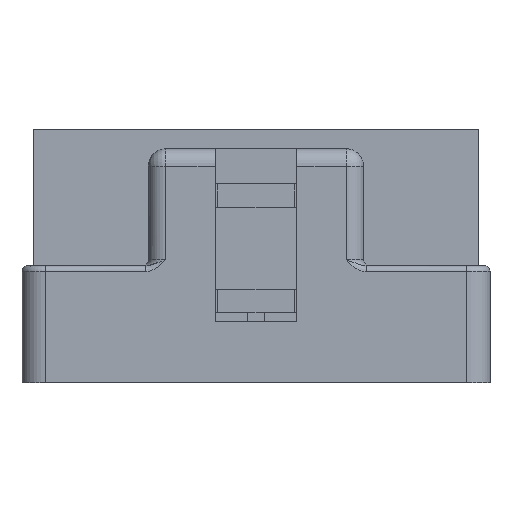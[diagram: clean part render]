
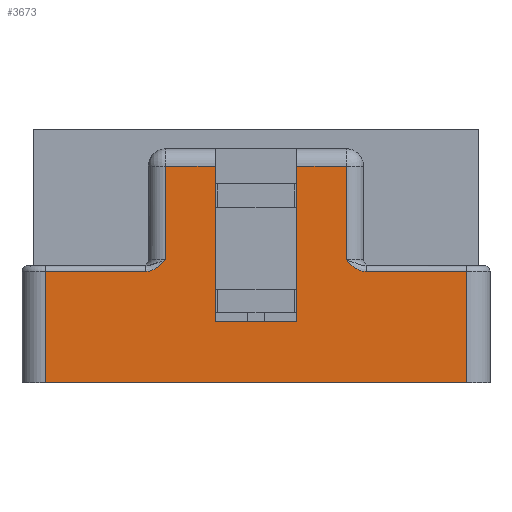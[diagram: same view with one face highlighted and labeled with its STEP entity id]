
A CAD part, front view. The second image highlights one B-rep face of the part: STEP entity #3673.
In plain terms, the highlighted planar face has unit normal (0, -1, 0).
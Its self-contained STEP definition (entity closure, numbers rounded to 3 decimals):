
#2650=CARTESIAN_POINT('',(-0.709,0.001,0.0));
#2651=VERTEX_POINT('',#2650);
#2652=CARTESIAN_POINT('',(0.709,0.001,0.0));
#2653=VERTEX_POINT('',#2652);
#2654=CARTESIAN_POINT('',(-0.709,0.001,0.));
#2655=DIRECTION('',(1.0,0.0,0.0));
#2656=VECTOR('',#2655,1.417);
#2657=LINE('',#2654,#2656);
#2658=EDGE_CURVE('',#2651,#2653,#2657,.T.);
#2867=CARTESIAN_POINT('',(0.303,0.001,0.413));
#2868=VERTEX_POINT('',#2867);
#3047=CARTESIAN_POINT('',(0.709,0.001,0.374));
#3048=VERTEX_POINT('',#3047);
#3116=CARTESIAN_POINT('',(0.371,0.001,0.374));
#3117=VERTEX_POINT('',#3116);
#3134=CARTESIAN_POINT('',(0.709,0.001,0.374));
#3135=DIRECTION('',(-1.0,0.0,0.0));
#3136=VECTOR('',#3135,0.337);
#3137=LINE('',#3134,#3136);
#3138=EDGE_CURVE('',#3048,#3117,#3137,.T.);
#3283=CARTESIAN_POINT('',(0.709,0.001,0.374));
#3284=DIRECTION('',(0.0,0.0,-1.0));
#3285=VECTOR('',#3284,0.374);
#3286=LINE('',#3283,#3285);
#3287=EDGE_CURVE('',#3048,#2653,#3286,.T.);
#3542=CARTESIAN_POINT('',(-0.787,0.001,0.787));
#3543=DIRECTION('',(0.0,-1.0,0.0));
#3544=DIRECTION('',(0.0,0.0,1.0));
#3545=AXIS2_PLACEMENT_3D('',#3542,#3543,#3544);
#3546=PLANE('',#3545);
#3547=CARTESIAN_POINT('',(0.303,0.001,0.728));
#3548=VERTEX_POINT('',#3547);
#3549=CARTESIAN_POINT('',(0.303,0.001,0.413));
#3550=DIRECTION('',(0.0,0.0,1.0));
#3551=VECTOR('',#3550,0.315);
#3552=LINE('',#3549,#3551);
#3553=EDGE_CURVE('',#2868,#3548,#3552,.T.);
#3554=ORIENTED_EDGE('',*,*,#3553,.T.);
#3555=CARTESIAN_POINT('',(0.138,0.001,0.728));
#3556=VERTEX_POINT('',#3555);
#3557=CARTESIAN_POINT('',(0.303,0.001,0.728));
#3558=DIRECTION('',(-1.0,0.0,0.0));
#3559=VECTOR('',#3558,0.165);
#3560=LINE('',#3557,#3559);
#3561=EDGE_CURVE('',#3548,#3556,#3560,.T.);
#3562=ORIENTED_EDGE('',*,*,#3561,.T.);
#3563=CARTESIAN_POINT('',(0.138,0.001,0.205));
#3564=VERTEX_POINT('',#3563);
#3565=CARTESIAN_POINT('',(0.138,0.001,0.728));
#3566=DIRECTION('',(0.0,0.0,-1.0));
#3567=VECTOR('',#3566,0.524);
#3568=LINE('',#3565,#3567);
#3569=EDGE_CURVE('',#3556,#3564,#3568,.T.);
#3570=ORIENTED_EDGE('',*,*,#3569,.T.);
#3571=CARTESIAN_POINT('',(-0.138,0.001,0.205));
#3572=VERTEX_POINT('',#3571);
#3573=CARTESIAN_POINT('',(0.138,0.001,0.205));
#3574=DIRECTION('',(-1.0,0.0,0.0));
#3575=VECTOR('',#3574,0.276);
#3576=LINE('',#3573,#3575);
#3577=EDGE_CURVE('',#3564,#3572,#3576,.T.);
#3578=ORIENTED_EDGE('',*,*,#3577,.T.);
#3579=CARTESIAN_POINT('',(-0.138,0.001,0.728));
#3580=VERTEX_POINT('',#3579);
#3581=CARTESIAN_POINT('',(-0.138,0.001,0.205));
#3582=DIRECTION('',(0.0,0.0,1.0));
#3583=VECTOR('',#3582,0.524);
#3584=LINE('',#3581,#3583);
#3585=EDGE_CURVE('',#3572,#3580,#3584,.T.);
#3586=ORIENTED_EDGE('',*,*,#3585,.T.);
#3587=CARTESIAN_POINT('',(-0.303,0.001,0.728));
#3588=VERTEX_POINT('',#3587);
#3589=CARTESIAN_POINT('',(-0.138,0.001,0.728));
#3590=DIRECTION('',(-1.0,0.0,0.0));
#3591=VECTOR('',#3590,0.165);
#3592=LINE('',#3589,#3591);
#3593=EDGE_CURVE('',#3580,#3588,#3592,.T.);
#3594=ORIENTED_EDGE('',*,*,#3593,.T.);
#3595=CARTESIAN_POINT('',(-0.303,0.001,0.413));
#3596=VERTEX_POINT('',#3595);
#3597=CARTESIAN_POINT('',(-0.303,0.001,0.728));
#3598=DIRECTION('',(0.0,0.0,-1.0));
#3599=VECTOR('',#3598,0.315);
#3600=LINE('',#3597,#3599);
#3601=EDGE_CURVE('',#3588,#3596,#3600,.T.);
#3602=ORIENTED_EDGE('',*,*,#3601,.T.);
#3603=CARTESIAN_POINT('',(-0.371,0.001,0.374));
#3604=VERTEX_POINT('',#3603);
#3605=CARTESIAN_POINT('',(-0.303,0.001,0.413));
#3606=CARTESIAN_POINT('',(-0.306,0.001,0.41));
#3607=CARTESIAN_POINT('',(-0.311,0.001,0.406));
#3608=CARTESIAN_POINT('',(-0.314,0.001,0.402));
#3609=CARTESIAN_POINT('',(-0.316,0.001,0.401));
#3610=CARTESIAN_POINT('',(-0.317,0.001,0.4));
#3611=CARTESIAN_POINT('',(-0.317,0.001,0.4));
#3612=CARTESIAN_POINT('',(-0.317,0.001,0.399));
#3613=CARTESIAN_POINT('',(-0.318,0.001,0.399));
#3614=CARTESIAN_POINT('',(-0.318,0.001,0.399));
#3615=CARTESIAN_POINT('',(-0.32,0.001,0.397));
#3616=CARTESIAN_POINT('',(-0.325,0.001,0.393));
#3617=CARTESIAN_POINT('',(-0.329,0.001,0.39));
#3618=CARTESIAN_POINT('',(-0.331,0.001,0.388));
#3619=CARTESIAN_POINT('',(-0.332,0.001,0.387));
#3620=CARTESIAN_POINT('',(-0.333,0.001,0.387));
#3621=CARTESIAN_POINT('',(-0.333,0.001,0.387));
#3622=CARTESIAN_POINT('',(-0.333,0.001,0.387));
#3623=CARTESIAN_POINT('',(-0.346,0.001,0.378));
#3624=CARTESIAN_POINT('',(-0.359,0.001,0.374));
#3625=CARTESIAN_POINT('',(-0.371,0.001,0.374));
#3626=B_SPLINE_CURVE_WITH_KNOTS('',3,(#3605,#3606,#3607,#3608,#3609,#3610,#3611,#3612,#3613,#3614,#3615,#3616,#3617,#3618,#3619,#3620,#3621,#3622,#3623,#3624,#3625),.UNSPECIFIED.,.F.,.U.,(4,1,1,1,1,1,2,2,1,1,1,1,2,2,4),(0.0,0.125,0.187,0.219,0.234,0.242,0.246,0.25,0.375,0.438,0.469,0.484,0.492,0.5,1.0),.UNSPECIFIED.);
#3627=EDGE_CURVE('',#3596,#3604,#3626,.T.);
#3628=ORIENTED_EDGE('',*,*,#3627,.T.);
#3629=CARTESIAN_POINT('',(-0.709,0.001,0.374));
#3630=VERTEX_POINT('',#3629);
#3631=CARTESIAN_POINT('',(-0.371,0.001,0.374));
#3632=DIRECTION('',(-1.0,0.0,0.0));
#3633=VECTOR('',#3632,0.337);
#3634=LINE('',#3631,#3633);
#3635=EDGE_CURVE('',#3604,#3630,#3634,.T.);
#3636=ORIENTED_EDGE('',*,*,#3635,.T.);
#3637=CARTESIAN_POINT('',(-0.709,0.001,0.374));
#3638=DIRECTION('',(0.0,0.0,-1.0));
#3639=VECTOR('',#3638,0.374);
#3640=LINE('',#3637,#3639);
#3641=EDGE_CURVE('',#3630,#2651,#3640,.T.);
#3642=ORIENTED_EDGE('',*,*,#3641,.T.);
#3643=ORIENTED_EDGE('',*,*,#2658,.T.);
#3644=ORIENTED_EDGE('',*,*,#3287,.F.);
#3645=ORIENTED_EDGE('',*,*,#3138,.T.);
#3646=CARTESIAN_POINT('',(0.371,0.001,0.374));
#3647=CARTESIAN_POINT('',(0.365,0.001,0.374));
#3648=CARTESIAN_POINT('',(0.356,0.001,0.376));
#3649=CARTESIAN_POINT('',(0.345,0.001,0.38));
#3650=CARTESIAN_POINT('',(0.339,0.001,0.383));
#3651=CARTESIAN_POINT('',(0.336,0.001,0.385));
#3652=CARTESIAN_POINT('',(0.335,0.001,0.386));
#3653=CARTESIAN_POINT('',(0.334,0.001,0.386));
#3654=CARTESIAN_POINT('',(0.334,0.001,0.386));
#3655=CARTESIAN_POINT('',(0.334,0.001,0.387));
#3656=CARTESIAN_POINT('',(0.331,0.001,0.388));
#3657=CARTESIAN_POINT('',(0.327,0.001,0.391));
#3658=CARTESIAN_POINT('',(0.323,0.001,0.395));
#3659=CARTESIAN_POINT('',(0.32,0.001,0.397));
#3660=CARTESIAN_POINT('',(0.319,0.001,0.398));
#3661=CARTESIAN_POINT('',(0.318,0.001,0.399));
#3662=CARTESIAN_POINT('',(0.318,0.001,0.399));
#3663=CARTESIAN_POINT('',(0.318,0.001,0.399));
#3664=CARTESIAN_POINT('',(0.318,0.001,0.399));
#3665=CARTESIAN_POINT('',(0.314,0.001,0.402));
#3666=CARTESIAN_POINT('',(0.309,0.001,0.407));
#3667=CARTESIAN_POINT('',(0.303,0.001,0.413));
#3668=B_SPLINE_CURVE_WITH_KNOTS('',3,(#3646,#3647,#3648,#3649,#3650,#3651,#3652,#3653,#3654,#3655,#3656,#3657,#3658,#3659,#3660,#3661,#3662,#3663,#3664,#3665,#3666,#3667),.UNSPECIFIED.,.F.,.U.,(4,1,1,1,1,1,2,2,1,1,1,1,1,2,2,4),(0.0,0.25,0.375,0.437,0.469,0.484,0.492,0.5,0.625,0.687,0.719,0.734,0.742,0.746,0.75,1.0),.UNSPECIFIED.);
#3669=EDGE_CURVE('',#3117,#2868,#3668,.T.);
#3670=ORIENTED_EDGE('',*,*,#3669,.T.);
#3671=EDGE_LOOP('',(#3554,#3562,#3570,#3578,#3586,#3594,#3602,#3628,#3636,#3642,#3643,#3644,#3645,#3670));
#3672=FACE_OUTER_BOUND('',#3671,.T.);
#3673=ADVANCED_FACE('',(#3672),#3546,.T.);
